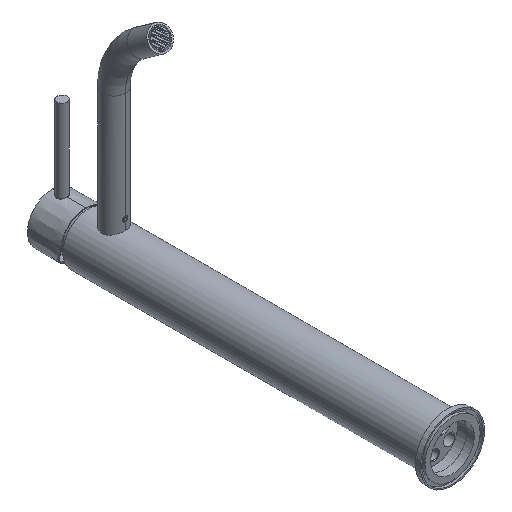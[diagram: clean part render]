
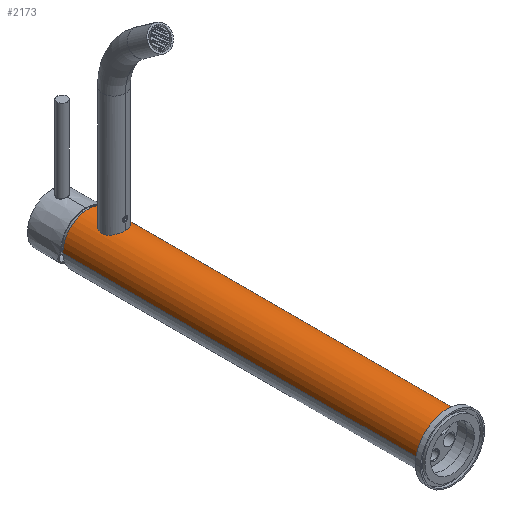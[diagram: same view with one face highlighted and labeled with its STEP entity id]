
A CAD part, isometric view. The second image highlights one B-rep face of the part: STEP entity #2173.
In plain terms, the highlighted cylindrical face has radius 19.75 mm (diameter 39.5 mm), a partial arc.
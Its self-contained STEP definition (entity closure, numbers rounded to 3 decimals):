
#52=CARTESIAN_POINT('',(0.,0.,0.));
#53=DIRECTION('',(0.,1.,0.));
#54=DIRECTION('',(-1.,0.,0.));
#55=AXIS2_PLACEMENT_3D('',#52,#53,#54);
#76=DIRECTION('',(0.,1.,0.));
#77=VECTOR('',#76,280.);
#78=CARTESIAN_POINT('',(19.75,0.,0.));
#79=LINE('',#78,#77);
#83=DIRECTION('',(0.,1.,0.));
#84=VECTOR('',#83,280.);
#85=CARTESIAN_POINT('',(-19.75,0.,0.));
#86=LINE('',#85,#84);
#90=CARTESIAN_POINT('',(7.,260.,18.468));
#91=CARTESIAN_POINT('',(7.,260.604,18.468));
#92=CARTESIAN_POINT('',(6.849,261.778,18.526));
#93=CARTESIAN_POINT('',(6.16,263.497,18.773));
#94=CARTESIAN_POINT('',(5.012,265.008,19.12));
#95=CARTESIAN_POINT('',(3.504,266.155,19.46));
#96=CARTESIAN_POINT('',(1.792,266.847,19.695));
#97=CARTESIAN_POINT('',(0.,267.076,19.777));
#98=CARTESIAN_POINT('',(-1.792,266.847,19.695));
#99=CARTESIAN_POINT('',(-3.504,266.155,19.46));
#100=CARTESIAN_POINT('',(-5.012,265.008,19.12));
#101=CARTESIAN_POINT('',(-6.16,263.497,18.773));
#102=CARTESIAN_POINT('',(-6.849,261.778,18.526));
#103=CARTESIAN_POINT('',(-7.,260.604,18.468));
#104=CARTESIAN_POINT('',(-7.,260.,18.468));
#109=CARTESIAN_POINT('',(-7.,260.,18.468));
#110=CARTESIAN_POINT('',(-7.,259.396,18.468));
#111=CARTESIAN_POINT('',(-6.849,258.222,18.526));
#112=CARTESIAN_POINT('',(-6.16,256.503,18.773));
#113=CARTESIAN_POINT('',(-5.012,254.992,19.12));
#114=CARTESIAN_POINT('',(-3.504,253.845,19.46));
#115=CARTESIAN_POINT('',(-1.792,253.153,19.695));
#116=CARTESIAN_POINT('',(0.,252.924,19.777));
#117=CARTESIAN_POINT('',(1.792,253.153,19.695));
#118=CARTESIAN_POINT('',(3.504,253.845,19.46));
#119=CARTESIAN_POINT('',(5.012,254.992,19.12));
#120=CARTESIAN_POINT('',(6.16,256.503,18.773));
#121=CARTESIAN_POINT('',(6.849,258.222,18.526));
#122=CARTESIAN_POINT('',(7.,259.396,18.468));
#123=CARTESIAN_POINT('',(7.,260.,18.468));
#136=CARTESIAN_POINT('',(0.,280.,0.));
#137=DIRECTION('',(0.,1.,0.));
#138=DIRECTION('',(-1.,0.,0.));
#139=AXIS2_PLACEMENT_3D('',#136,#137,#138);
#1858=CARTESIAN_POINT('',(19.75,0.,0.));
#1859=CARTESIAN_POINT('',(-19.75,0.,0.));
#1860=VERTEX_POINT('',#1858);
#1861=VERTEX_POINT('',#1859);
#1862=CARTESIAN_POINT('',(19.75,280.,0.));
#1863=CARTESIAN_POINT('',(-19.75,280.,0.));
#1864=VERTEX_POINT('',#1862);
#1865=VERTEX_POINT('',#1863);
#1958=VERTEX_POINT('',#90);
#1959=VERTEX_POINT('',#104);
#2155=CARTESIAN_POINT('',(0.,0.,0.));
#2156=DIRECTION('',(0.,1.,0.));
#2157=DIRECTION('',(1.,0.,0.));
#2158=AXIS2_PLACEMENT_3D('',#2155,#2156,#2157);
#2159=CYLINDRICAL_SURFACE('',#2158,19.75);
#2160=ORIENTED_EDGE('',*,*,#2129,.F.);
#2161=ORIENTED_EDGE('',*,*,#2150,.T.);
#2163=ORIENTED_EDGE('',*,*,#2162,.T.);
#2164=ORIENTED_EDGE('',*,*,#2146,.F.);
#2165=EDGE_LOOP('',(#2160,#2161,#2163,#2164));
#2166=FACE_OUTER_BOUND('',#2165,.F.);
#2168=ORIENTED_EDGE('',*,*,#2167,.T.);
#2170=ORIENTED_EDGE('',*,*,#2169,.T.);
#2171=EDGE_LOOP('',(#2168,#2170));
#2172=FACE_BOUND('',#2171,.F.);
#2173=ADVANCED_FACE('',(#2166,#2172),#2159,.T.);
#56=CIRCLE('',#55,19.75);
#105=B_SPLINE_CURVE_WITH_KNOTS('',3,(#90,#91,#92,#93,#94,#95,#96,#97,#98,#99,
#100,#101,#102,#103,#104),.UNSPECIFIED.,.F.,.F.,(4,1,1,1,1,1,1,1,1,1,1,1,4),(
0.,0.083,0.167,0.25,0.333,
0.417,0.5,0.583,0.667,0.75,
0.833,0.917,1.),.UNSPECIFIED.);
#124=B_SPLINE_CURVE_WITH_KNOTS('',3,(#109,#110,#111,#112,#113,#114,#115,#116,
#117,#118,#119,#120,#121,#122,#123),.UNSPECIFIED.,.F.,.F.,(4,1,1,1,1,1,1,1,1,1,
1,1,4),(0.,0.083,0.167,0.25,0.333,
0.417,0.5,0.583,0.667,0.75,
0.833,0.917,1.),.UNSPECIFIED.);
#140=CIRCLE('',#139,19.75);
#2129=EDGE_CURVE('',#1861,#1860,#56,.T.);
#2146=EDGE_CURVE('',#1860,#1864,#79,.T.);
#2150=EDGE_CURVE('',#1861,#1865,#86,.T.);
#2162=EDGE_CURVE('',#1865,#1864,#140,.T.);
#2167=EDGE_CURVE('',#1958,#1959,#105,.T.);
#2169=EDGE_CURVE('',#1959,#1958,#124,.T.);
